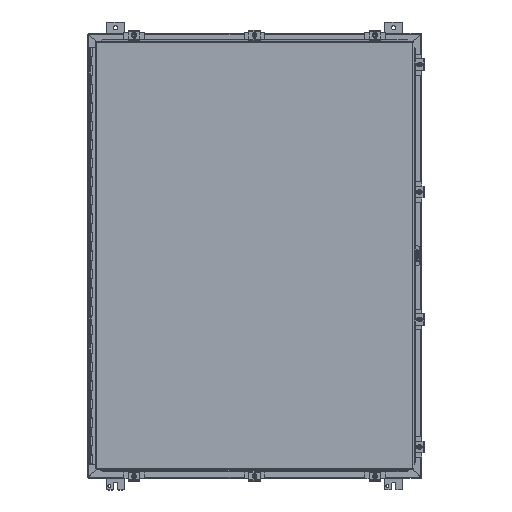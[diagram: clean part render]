
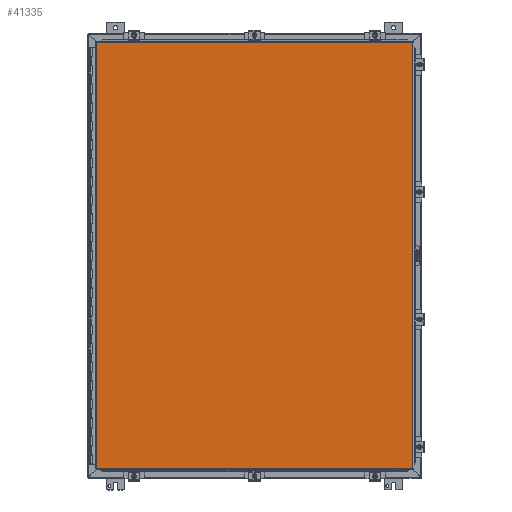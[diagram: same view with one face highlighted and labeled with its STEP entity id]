
A CAD part, top view. The second image highlights one B-rep face of the part: STEP entity #41335.
In plain terms, the highlighted face is planar.
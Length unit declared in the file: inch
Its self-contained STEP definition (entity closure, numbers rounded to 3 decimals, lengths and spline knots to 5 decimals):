
#619 = PLANE ( 'NONE',  #38513 ) ;
#778 = CARTESIAN_POINT ( 'NONE',  ( 17.08225, 22.9885, 0. ) ) ;
#853 = DIRECTION ( 'NONE',  ( 0., -1., 0. ) ) ;
#1709 = CARTESIAN_POINT ( 'NONE',  ( -17.08225, 22.9885, 0. ) ) ;
#2288 = VECTOR ( 'NONE', #10408, 39.37008 ) ;
#3295 = LINE ( 'NONE', #31051, #36903 ) ;
#4407 = VERTEX_POINT ( 'NONE', #15253 ) ;
#5369 = EDGE_CURVE ( 'NONE', #38610, #20528, #35277, .T. ) ;
#8151 = ORIENTED_EDGE ( 'NONE', *, *, #12618, .T. ) ;
#10283 = CARTESIAN_POINT ( 'NONE',  ( -17.08225, -22.9885, 0. ) ) ;
#10408 = DIRECTION ( 'NONE',  ( 0., 1., 0. ) ) ;
#12618 = EDGE_CURVE ( 'NONE', #20528, #15277, #3295, .T. ) ;
#13914 = CARTESIAN_POINT ( 'NONE',  ( -17.08225, -22.9885, 0. ) ) ;
#14506 = EDGE_LOOP ( 'NONE', ( #36216, #8151, #28327, #40618 ) ) ;
#15253 = CARTESIAN_POINT ( 'NONE',  ( 17.08225, -22.9885, 0. ) ) ;
#15277 = VERTEX_POINT ( 'NONE', #29971 ) ;
#16628 = DIRECTION ( 'NONE',  ( 0., 0., 1. ) ) ;
#20528 = VERTEX_POINT ( 'NONE', #1709 ) ;
#20755 = EDGE_CURVE ( 'NONE', #4407, #38610, #22038, .T. ) ;
#20974 = VECTOR ( 'NONE', #38167, 39.37008 ) ;
#21382 = VECTOR ( 'NONE', #853, 39.37008 ) ;
#21950 = EDGE_CURVE ( 'NONE', #15277, #4407, #30553, .T. ) ;
#22038 = LINE ( 'NONE', #38867, #20974 ) ;
#28327 = ORIENTED_EDGE ( 'NONE', *, *, #21950, .T. ) ;
#29644 = DIRECTION ( 'NONE',  ( 1., 0., 0. ) ) ;
#29971 = CARTESIAN_POINT ( 'NONE',  ( 17.08225, 22.9885, 0. ) ) ;
#30553 = LINE ( 'NONE', #778, #21382 ) ;
#31051 = CARTESIAN_POINT ( 'NONE',  ( -17.08225, 22.9885, 0. ) ) ;
#35277 = LINE ( 'NONE', #10283, #2288 ) ;
#36216 = ORIENTED_EDGE ( 'NONE', *, *, #5369, .T. ) ;
#36903 = VECTOR ( 'NONE', #29644, 39.37008 ) ;
#37249 = CARTESIAN_POINT ( 'NONE',  ( 0., 0., 0. ) ) ;
#37517 = FACE_OUTER_BOUND ( 'NONE', #14506, .T. ) ;
#38167 = DIRECTION ( 'NONE',  ( -1., 0., 0. ) ) ;
#38513 = AXIS2_PLACEMENT_3D ( 'NONE', #37249, #16628, #40603 ) ;
#38610 = VERTEX_POINT ( 'NONE', #13914 ) ;
#38867 = CARTESIAN_POINT ( 'NONE',  ( 17.08225, -22.9885, 0. ) ) ;
#40603 = DIRECTION ( 'NONE',  ( 1., 0., 0. ) ) ;
#40618 = ORIENTED_EDGE ( 'NONE', *, *, #20755, .T. ) ;
#41335 = ADVANCED_FACE ( 'NONE', ( #37517 ), #619, .F. ) ;
